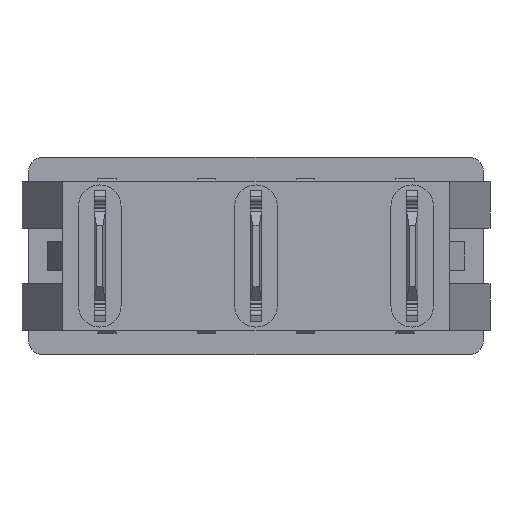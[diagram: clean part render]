
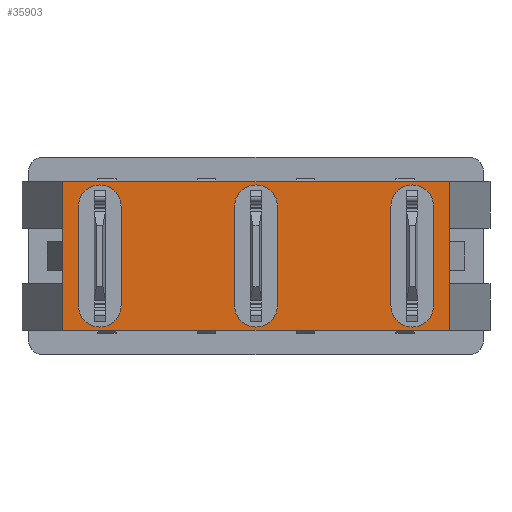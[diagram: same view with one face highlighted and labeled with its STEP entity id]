
A CAD part, front view. The second image highlights one B-rep face of the part: STEP entity #35903.
In plain terms, the highlighted planar face has unit normal (0, -1, 0).
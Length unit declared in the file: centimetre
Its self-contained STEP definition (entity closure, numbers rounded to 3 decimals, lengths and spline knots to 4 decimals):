
#368=FACE_BOUND('',#6217,.T.);
#369=FACE_BOUND('',#6218,.T.);
#370=FACE_BOUND('',#6219,.T.);
#2026=PLANE('',#38119);
#3948=FACE_OUTER_BOUND('',#6216,.T.);
#6216=EDGE_LOOP('',(#32995,#32996,#32997,#32998));
#6217=EDGE_LOOP('',(#32999,#33000,#33001,#33002));
#6218=EDGE_LOOP('',(#33003,#33004,#33005,#33006));
#6219=EDGE_LOOP('',(#33007,#33008,#33009,#33010));
#10603=LINE('',#56801,#15230);
#10619=LINE('',#56834,#15246);
#10693=LINE('',#56986,#15320);
#10694=LINE('',#56987,#15321);
#10695=LINE('',#56989,#15322);
#10696=LINE('',#56991,#15323);
#10697=LINE('',#56994,#15324);
#10698=LINE('',#56996,#15325);
#10699=LINE('',#56999,#15326);
#10700=LINE('',#57001,#15327);
#15230=VECTOR('',#46529,100.);
#15246=VECTOR('',#46547,100.);
#15320=VECTOR('',#46633,100.);
#15321=VECTOR('',#46634,100.);
#15322=VECTOR('',#46635,100.);
#15323=VECTOR('',#46636,100.);
#15324=VECTOR('',#46639,100.);
#15325=VECTOR('',#46640,100.);
#15326=VECTOR('',#46643,100.);
#15327=VECTOR('',#46644,100.);
#15899=CIRCLE('',#38050,0.15);
#15901=CIRCLE('',#38053,0.15);
#15903=CIRCLE('',#38056,0.15);
#15926=CIRCLE('',#38120,0.15);
#15927=CIRCLE('',#38121,0.15);
#15928=CIRCLE('',#38122,0.15);
#18802=VERTEX_POINT('',#56452);
#18803=VERTEX_POINT('',#56454);
#18806=VERTEX_POINT('',#56461);
#18807=VERTEX_POINT('',#56463);
#18810=VERTEX_POINT('',#56470);
#18811=VERTEX_POINT('',#56472);
#18928=VERTEX_POINT('',#56798);
#18929=VERTEX_POINT('',#56800);
#18944=VERTEX_POINT('',#56831);
#18945=VERTEX_POINT('',#56833);
#19018=VERTEX_POINT('',#56988);
#19019=VERTEX_POINT('',#56990);
#19020=VERTEX_POINT('',#56993);
#19021=VERTEX_POINT('',#56995);
#19022=VERTEX_POINT('',#56998);
#19023=VERTEX_POINT('',#57000);
#23485=EDGE_CURVE('',#18802,#18803,#15899,.T.);
#23489=EDGE_CURVE('',#18806,#18807,#15901,.T.);
#23493=EDGE_CURVE('',#18810,#18811,#15903,.T.);
#23665=EDGE_CURVE('',#18929,#18928,#10603,.T.);
#23681=EDGE_CURVE('',#18945,#18944,#10619,.T.);
#23759=EDGE_CURVE('',#18928,#18945,#10693,.T.);
#23760=EDGE_CURVE('',#18944,#18929,#10694,.T.);
#23761=EDGE_CURVE('',#18811,#19018,#10695,.T.);
#23762=EDGE_CURVE('',#19019,#18810,#10696,.T.);
#23763=EDGE_CURVE('',#19018,#19019,#15926,.T.);
#23764=EDGE_CURVE('',#18803,#19020,#10697,.T.);
#23765=EDGE_CURVE('',#19021,#18802,#10698,.T.);
#23766=EDGE_CURVE('',#19020,#19021,#15927,.T.);
#23767=EDGE_CURVE('',#18807,#19022,#10699,.T.);
#23768=EDGE_CURVE('',#19023,#18806,#10700,.T.);
#23769=EDGE_CURVE('',#19022,#19023,#15928,.T.);
#32995=ORIENTED_EDGE('',*,*,#23665,.T.);
#32996=ORIENTED_EDGE('',*,*,#23759,.T.);
#32997=ORIENTED_EDGE('',*,*,#23681,.T.);
#32998=ORIENTED_EDGE('',*,*,#23760,.T.);
#32999=ORIENTED_EDGE('',*,*,#23761,.F.);
#33000=ORIENTED_EDGE('',*,*,#23493,.F.);
#33001=ORIENTED_EDGE('',*,*,#23762,.F.);
#33002=ORIENTED_EDGE('',*,*,#23763,.F.);
#33003=ORIENTED_EDGE('',*,*,#23764,.F.);
#33004=ORIENTED_EDGE('',*,*,#23485,.F.);
#33005=ORIENTED_EDGE('',*,*,#23765,.F.);
#33006=ORIENTED_EDGE('',*,*,#23766,.F.);
#33007=ORIENTED_EDGE('',*,*,#23767,.F.);
#33008=ORIENTED_EDGE('',*,*,#23489,.F.);
#33009=ORIENTED_EDGE('',*,*,#23768,.F.);
#33010=ORIENTED_EDGE('',*,*,#23769,.F.);
#35903=ADVANCED_FACE('',(#3948,#368,#369,#370),#2026,.T.);
#38050=AXIS2_PLACEMENT_3D('',#56455,#46246,#46247);
#38053=AXIS2_PLACEMENT_3D('',#56464,#46254,#46255);
#38056=AXIS2_PLACEMENT_3D('',#56473,#46262,#46263);
#38119=AXIS2_PLACEMENT_3D('',#56985,#46631,#46632);
#38120=AXIS2_PLACEMENT_3D('',#56992,#46637,#46638);
#38121=AXIS2_PLACEMENT_3D('',#56997,#46641,#46642);
#38122=AXIS2_PLACEMENT_3D('',#57002,#46645,#46646);
#46246=DIRECTION('center_axis',(0.,-1.,0.));
#46247=DIRECTION('ref_axis',(0.,0.,1.));
#46254=DIRECTION('center_axis',(0.,-1.,0.));
#46255=DIRECTION('ref_axis',(0.,0.,1.));
#46262=DIRECTION('center_axis',(0.,-1.,0.));
#46263=DIRECTION('ref_axis',(0.,0.,1.));
#46529=DIRECTION('',(0.,0.,1.));
#46547=DIRECTION('',(0.,0.,-1.));
#46631=DIRECTION('center_axis',(0.,-1.,0.));
#46632=DIRECTION('ref_axis',(0.,0.,-1.));
#46633=DIRECTION('',(-1.,0.,0.));
#46634=DIRECTION('',(1.,0.,0.));
#46635=DIRECTION('',(0.,0.,-1.));
#46636=DIRECTION('',(0.,0.,1.));
#46637=DIRECTION('center_axis',(0.,-1.,0.));
#46638=DIRECTION('ref_axis',(0.,0.,-1.));
#46639=DIRECTION('',(0.,0.,-1.));
#46640=DIRECTION('',(0.,0.,1.));
#46641=DIRECTION('center_axis',(0.,-1.,0.));
#46642=DIRECTION('ref_axis',(0.,0.,-1.));
#46643=DIRECTION('',(0.,0.,-1.));
#46644=DIRECTION('',(0.,0.,1.));
#46645=DIRECTION('center_axis',(0.,-1.,0.));
#46646=DIRECTION('ref_axis',(0.,0.,-1.));
#56452=CARTESIAN_POINT('',(1.25,1.205,0.35));
#56454=CARTESIAN_POINT('',(0.95,1.205,0.35));
#56455=CARTESIAN_POINT('Origin',(1.1,1.205,0.35));
#56461=CARTESIAN_POINT('',(-0.95,1.205,0.35));
#56463=CARTESIAN_POINT('',(-1.25,1.205,0.35));
#56464=CARTESIAN_POINT('Origin',(-1.1,1.205,0.35));
#56470=CARTESIAN_POINT('',(0.15,1.205,0.35));
#56472=CARTESIAN_POINT('',(-0.15,1.205,0.35));
#56473=CARTESIAN_POINT('Origin',(0.,1.205,0.35));
#56798=CARTESIAN_POINT('',(1.36,1.205,0.525));
#56800=CARTESIAN_POINT('',(1.36,1.205,-0.525));
#56801=CARTESIAN_POINT('',(1.36,1.205,0.525));
#56831=CARTESIAN_POINT('',(-1.36,1.205,-0.525));
#56833=CARTESIAN_POINT('',(-1.36,1.205,0.525));
#56834=CARTESIAN_POINT('',(-1.36,1.205,0.525));
#56985=CARTESIAN_POINT('Origin',(1.36,1.205,-0.525));
#56986=CARTESIAN_POINT('',(-1.36,1.205,0.525));
#56987=CARTESIAN_POINT('',(-1.36,1.205,-0.525));
#56988=CARTESIAN_POINT('',(-0.15,1.205,-0.35));
#56989=CARTESIAN_POINT('',(-0.15,1.205,0.35));
#56990=CARTESIAN_POINT('',(0.15,1.205,-0.35));
#56991=CARTESIAN_POINT('',(0.15,1.205,0.35));
#56992=CARTESIAN_POINT('Origin',(0.,1.205,-0.35));
#56993=CARTESIAN_POINT('',(0.95,1.205,-0.35));
#56994=CARTESIAN_POINT('',(0.95,1.205,0.35));
#56995=CARTESIAN_POINT('',(1.25,1.205,-0.35));
#56996=CARTESIAN_POINT('',(1.25,1.205,0.35));
#56997=CARTESIAN_POINT('Origin',(1.1,1.205,-0.35));
#56998=CARTESIAN_POINT('',(-1.25,1.205,-0.35));
#56999=CARTESIAN_POINT('',(-1.25,1.205,0.35));
#57000=CARTESIAN_POINT('',(-0.95,1.205,-0.35));
#57001=CARTESIAN_POINT('',(-0.95,1.205,0.35));
#57002=CARTESIAN_POINT('Origin',(-1.1,1.205,-0.35));
